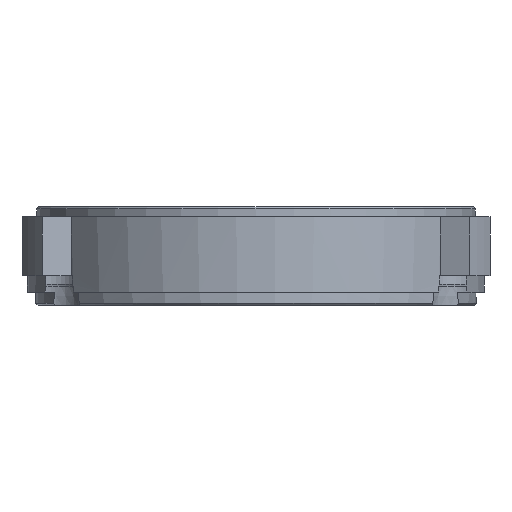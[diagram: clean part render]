
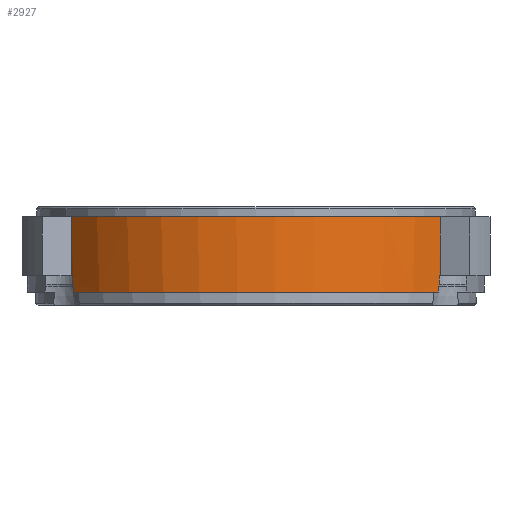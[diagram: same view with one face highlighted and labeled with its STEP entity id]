
A CAD part, front view. The second image highlights one B-rep face of the part: STEP entity #2927.
In plain terms, the highlighted cylindrical face has radius 112 mm (diameter 224 mm), a partial arc.
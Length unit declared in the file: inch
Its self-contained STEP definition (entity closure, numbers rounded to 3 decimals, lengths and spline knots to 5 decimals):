
#21 = ORIENTED_EDGE ( 'NONE', *, *, #6457, .T. ) ;
#28 = CIRCLE ( 'NONE', #6760, 4.40945 ) ;
#43 = B_SPLINE_CURVE_WITH_KNOTS ( 'NONE', 3,
 ( #4049, #676, #2956, #6216 ),
 .UNSPECIFIED., .F., .F.,
 ( 4, 4 ),
 ( 0., 0.00285 ),
 .UNSPECIFIED. ) ;
#64 = DIRECTION ( 'NONE',  ( 0., 0., -1. ) ) ;
#94 = B_SPLINE_CURVE_WITH_KNOTS ( 'NONE', 3,
 ( #2066, #1471, #4205, #5383 ),
 .UNSPECIFIED., .F., .F.,
 ( 4, 4 ),
 ( 0., 0.00285 ),
 .UNSPECIFIED. ) ;
#118 = CARTESIAN_POINT ( 'NONE',  ( 1.04658, -1.71901, -7.51277 ) ) ;
#123 = VERTEX_POINT ( 'NONE', #1613 ) ;
#154 = CARTESIAN_POINT ( 'NONE',  ( -5.99859, -1.73877, -7.00394 ) ) ;
#191 = VERTEX_POINT ( 'NONE', #1138 ) ;
#228 = EDGE_CURVE ( 'NONE', #5617, #5843, #4978, .T. ) ;
#247 = AXIS2_PLACEMENT_3D ( 'NONE', #5605, #6157, #2870 ) ;
#379 = FACE_OUTER_BOUND ( 'NONE', #1468, .T. ) ;
#483 = ORIENTED_EDGE ( 'NONE', *, *, #4343, .T. ) ;
#548 = VERTEX_POINT ( 'NONE', #2578 ) ;
#663 = DIRECTION ( 'NONE',  ( 0., 0., -1. ) ) ;
#676 = CARTESIAN_POINT ( 'NONE',  ( 1.0349, -1.73454, -6.96693 ) ) ;
#760 = ORIENTED_EDGE ( 'NONE', *, *, #6734, .T. ) ;
#791 = CARTESIAN_POINT ( 'NONE',  ( -6.01347, -1.71901, -6.85503 ) ) ;
#824 = ORIENTED_EDGE ( 'NONE', *, *, #1416, .T. ) ;
#988 = EDGE_CURVE ( 'NONE', #6941, #3800, #6367, .T. ) ;
#1138 = CARTESIAN_POINT ( 'NONE',  ( 1.04658, -1.71901, -6.85503 ) ) ;
#1247 = VECTOR ( 'NONE', #4507, 39.37008 ) ;
#1336 = VERTEX_POINT ( 'NONE', #3478 ) ;
#1389 = LINE ( 'NONE', #5746, #4931 ) ;
#1416 = EDGE_CURVE ( 'NONE', #2046, #3800, #5832, .T. ) ;
#1468 = EDGE_LOOP ( 'NONE', ( #7184, #1476, #2500, #483, #824, #4752, #760, #6654, #3833, #2920, #4135, #21 ) ) ;
#1471 = CARTESIAN_POINT ( 'NONE',  ( -6.00499, -1.7303, -6.92992 ) ) ;
#1476 = ORIENTED_EDGE ( 'NONE', *, *, #228, .F. ) ;
#1504 = EDGE_CURVE ( 'NONE', #5422, #1336, #2148, .T. ) ;
#1544 = DIRECTION ( 'NONE',  ( 0., 0., -1. ) ) ;
#1613 = CARTESIAN_POINT ( 'NONE',  ( 1.0317, -1.73877, -7.00394 ) ) ;
#1793 = AXIS2_PLACEMENT_3D ( 'NONE', #2125, #1544, #5910 ) ;
#1812 = CARTESIAN_POINT ( 'NONE',  ( -6.01347, -1.71901, -6.85503 ) ) ;
#1862 = DIRECTION ( 'NONE',  ( 0., 0., -1. ) ) ;
#2046 = VERTEX_POINT ( 'NONE', #6783 ) ;
#2066 = CARTESIAN_POINT ( 'NONE',  ( -6.00819, -1.72605, -6.89292 ) ) ;
#2125 = CARTESIAN_POINT ( 'NONE',  ( -2.48345, 0.92337, -7.51277 ) ) ;
#2148 = B_SPLINE_CURVE_WITH_KNOTS ( 'NONE', 3,
 ( #1812, #5748, #3547, #5183 ),
 .UNSPECIFIED., .F., .F.,
 ( 4, 4 ),
 ( 0., 0.00099 ),
 .UNSPECIFIED. ) ;
#2274 = CARTESIAN_POINT ( 'NONE',  ( 1.04129, -1.72605, -6.89292 ) ) ;
#2432 = DIRECTION ( 'NONE',  ( -1., 0., 0. ) ) ;
#2500 = ORIENTED_EDGE ( 'NONE', *, *, #7111, .T. ) ;
#2578 = CARTESIAN_POINT ( 'NONE',  ( 1.07503, -1.68056, -5.55118 ) ) ;
#2640 = DIRECTION ( 'NONE',  ( 0., 0., 1. ) ) ;
#2688 = CARTESIAN_POINT ( 'NONE',  ( 1.04658, -1.71901, -6.85503 ) ) ;
#2870 = DIRECTION ( 'NONE',  ( -1., 0., 0. ) ) ;
#2894 = CARTESIAN_POINT ( 'NONE',  ( -6.04472, -1.67674, -7.51277 ) ) ;
#2920 = ORIENTED_EDGE ( 'NONE', *, *, #7196, .F. ) ;
#2927 = ADVANCED_FACE ( 'NONE', ( #379 ), #4654, .T. ) ;
#2956 = CARTESIAN_POINT ( 'NONE',  ( 1.0381, -1.7303, -6.92992 ) ) ;
#3478 = CARTESIAN_POINT ( 'NONE',  ( -6.00819, -1.72605, -6.89292 ) ) ;
#3503 = CARTESIAN_POINT ( 'NONE',  ( -6.01347, -1.71901, -6.68898 ) ) ;
#3547 = CARTESIAN_POINT ( 'NONE',  ( -6.0093, -1.72457, -6.88004 ) ) ;
#3616 = VERTEX_POINT ( 'NONE', #2274 ) ;
#3666 = VECTOR ( 'NONE', #663, 39.37008 ) ;
#3800 = VERTEX_POINT ( 'NONE', #5624 ) ;
#3833 = ORIENTED_EDGE ( 'NONE', *, *, #7044, .T. ) ;
#3883 = CARTESIAN_POINT ( 'NONE',  ( -2.48345, 0.92337, -7.00394 ) ) ;
#4049 = CARTESIAN_POINT ( 'NONE',  ( 1.0317, -1.73877, -7.00394 ) ) ;
#4135 = ORIENTED_EDGE ( 'NONE', *, *, #6096, .T. ) ;
#4163 = EDGE_CURVE ( 'NONE', #191, #5843, #7134, .T. ) ;
#4205 = CARTESIAN_POINT ( 'NONE',  ( -6.00179, -1.73454, -6.96693 ) ) ;
#4251 = CARTESIAN_POINT ( 'NONE',  ( 1.07503, -1.68056, -6.68898 ) ) ;
#4343 = EDGE_CURVE ( 'NONE', #548, #2046, #7125, .T. ) ;
#4386 = CARTESIAN_POINT ( 'NONE',  ( 1.04241, -1.72457, -6.88004 ) ) ;
#4507 = DIRECTION ( 'NONE',  ( 0., 0., 1. ) ) ;
#4526 = B_SPLINE_CURVE_WITH_KNOTS ( 'NONE', 3,
 ( #5582, #4386, #5359, #2688 ),
 .UNSPECIFIED., .F., .F.,
 ( 4, 4 ),
 ( 0., 0.00099 ),
 .UNSPECIFIED. ) ;
#4651 = CARTESIAN_POINT ( 'NONE',  ( -2.48345, 0.92337, -5.55118 ) ) ;
#4654 = CYLINDRICAL_SURFACE ( 'NONE', #1793, 4.40945 ) ;
#4752 = ORIENTED_EDGE ( 'NONE', *, *, #988, .F. ) ;
#4836 = VERTEX_POINT ( 'NONE', #154 ) ;
#4914 = VECTOR ( 'NONE', #2640, 39.37008 ) ;
#4931 = VECTOR ( 'NONE', #64, 39.37008 ) ;
#4978 = CIRCLE ( 'NONE', #247, 4.40945 ) ;
#5087 = DIRECTION ( 'NONE',  ( 0., 0., -1. ) ) ;
#5183 = CARTESIAN_POINT ( 'NONE',  ( -6.00819, -1.72605, -6.89292 ) ) ;
#5296 = CARTESIAN_POINT ( 'NONE',  ( -2.48345, 0.92337, -6.68898 ) ) ;
#5359 = CARTESIAN_POINT ( 'NONE',  ( 1.04417, -1.72222, -6.86741 ) ) ;
#5383 = CARTESIAN_POINT ( 'NONE',  ( -5.99859, -1.73877, -7.00394 ) ) ;
#5422 = VERTEX_POINT ( 'NONE', #791 ) ;
#5429 = DIRECTION ( 'NONE',  ( -1., 0., 0. ) ) ;
#5582 = CARTESIAN_POINT ( 'NONE',  ( 1.04129, -1.72605, -6.89292 ) ) ;
#5605 = CARTESIAN_POINT ( 'NONE',  ( -2.48345, 0.92337, -6.68898 ) ) ;
#5617 = VERTEX_POINT ( 'NONE', #4251 ) ;
#5624 = CARTESIAN_POINT ( 'NONE',  ( -6.04472, -1.67674, -6.68898 ) ) ;
#5746 = CARTESIAN_POINT ( 'NONE',  ( -6.01347, -1.71901, -7.51277 ) ) ;
#5748 = CARTESIAN_POINT ( 'NONE',  ( -6.01106, -1.72222, -6.86741 ) ) ;
#5832 = LINE ( 'NONE', #2894, #3666 ) ;
#5843 = VERTEX_POINT ( 'NONE', #6859 ) ;
#5910 = DIRECTION ( 'NONE',  ( -1., 0., 0. ) ) ;
#6096 = EDGE_CURVE ( 'NONE', #123, #3616, #43, .T. ) ;
#6157 = DIRECTION ( 'NONE',  ( 0., 0., -1. ) ) ;
#6216 = CARTESIAN_POINT ( 'NONE',  ( 1.04129, -1.72605, -6.89292 ) ) ;
#6338 = DIRECTION ( 'NONE',  ( 0., 0., -1. ) ) ;
#6360 = DIRECTION ( 'NONE',  ( -1., 0., 0. ) ) ;
#6367 = CIRCLE ( 'NONE', #7107, 4.40945 ) ;
#6369 = AXIS2_PLACEMENT_3D ( 'NONE', #4651, #1862, #2432 ) ;
#6428 = CARTESIAN_POINT ( 'NONE',  ( 1.07503, -1.68056, -7.51277 ) ) ;
#6457 = EDGE_CURVE ( 'NONE', #3616, #191, #4526, .T. ) ;
#6654 = ORIENTED_EDGE ( 'NONE', *, *, #1504, .T. ) ;
#6734 = EDGE_CURVE ( 'NONE', #6941, #5422, #1389, .T. ) ;
#6760 = AXIS2_PLACEMENT_3D ( 'NONE', #3883, #5087, #5429 ) ;
#6783 = CARTESIAN_POINT ( 'NONE',  ( -6.04472, -1.67674, -5.55118 ) ) ;
#6835 = LINE ( 'NONE', #6428, #4914 ) ;
#6859 = CARTESIAN_POINT ( 'NONE',  ( 1.04658, -1.71901, -6.68898 ) ) ;
#6941 = VERTEX_POINT ( 'NONE', #3503 ) ;
#7044 = EDGE_CURVE ( 'NONE', #1336, #4836, #94, .T. ) ;
#7107 = AXIS2_PLACEMENT_3D ( 'NONE', #5296, #6338, #6360 ) ;
#7111 = EDGE_CURVE ( 'NONE', #5617, #548, #6835, .T. ) ;
#7125 = CIRCLE ( 'NONE', #6369, 4.40945 ) ;
#7134 = LINE ( 'NONE', #118, #1247 ) ;
#7184 = ORIENTED_EDGE ( 'NONE', *, *, #4163, .T. ) ;
#7196 = EDGE_CURVE ( 'NONE', #123, #4836, #28, .T. ) ;
